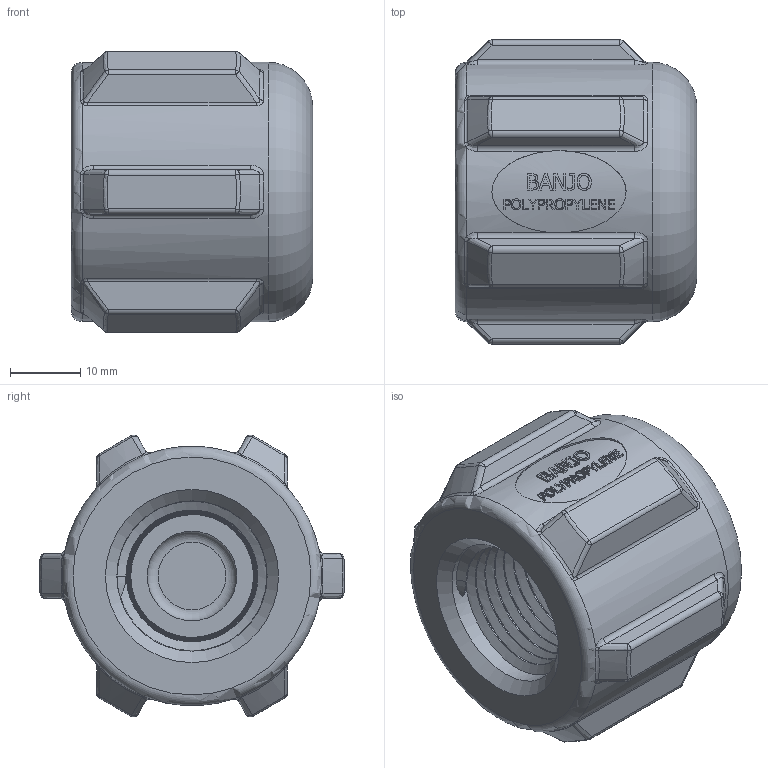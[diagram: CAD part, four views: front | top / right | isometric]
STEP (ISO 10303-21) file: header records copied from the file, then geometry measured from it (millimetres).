
FILE_DESCRIPTION(/* description */ ('1/2" CAP Unbagged'),/* implementation_level */ '2;1');
FILE_NAME(/* name */ 'CAP050.stp',/* time_stamp */ '2015-09-02T13:29:01-04:00',/* author */ ('mclevenger'),/* organization */ (''),/* preprocessor_version */ 'ST-DEVELOPER v15.6',/* originating_system */ 'Autodesk Inventor 2015',/* authorisation */ '');
FILE_SCHEMA (('AUTOMOTIVE_DESIGN { 1 0 10303 214 3 1 1 }'));
Length unit declared in the file: inch
Products named in the file (2): CAP050U; CAP050
Assembly tree (1 placements, depth 2):
  CAP050
    CAP050U
Bounding box: 34.29 x 43.18 x 40.01 mm (x, y, z)
Volume: 30469.5 mm3; surface area: 9109.2 mm2
Topology: 1 solids, 1 shells, 451 faces, 1127 edges, 700 vertices
Faces by surface type: bspline 168, plane 159, cylinder 57, cone 28, sphere 24, torus 15
Full cylindrical faces by diameter (mm): 12.7 x1, 36.83 x1
Entity records: 18756 total; most frequent: CARTESIAN_POINT 9317, ORIENTED_EDGE 2150, DIRECTION 1590, EDGE_CURVE 1075, VERTEX_POINT 675, AXIS2_PLACEMENT_3D 587, EDGE_LOOP 476, FACE_OUTER_BOUND 439
